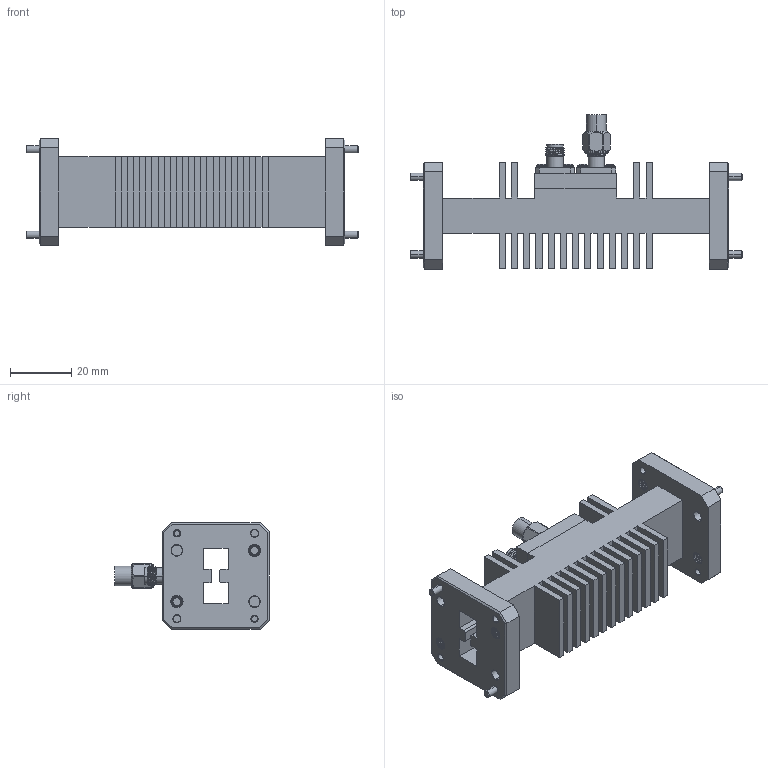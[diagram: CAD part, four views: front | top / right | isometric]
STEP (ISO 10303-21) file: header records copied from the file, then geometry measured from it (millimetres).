
FILE_DESCRIPTION (( 'STEP AP214' ), '1' );
FILE_NAME ('FMWRD650CP03-40_3D.step', '2023-05-23T23:46:16', ( '' ), ( '' ), 'SwSTEP 2.0', 'SolidWorks 2022', '' );
FILE_SCHEMA (( 'AUTOMOTIVE_DESIGN' ));
Length unit declared in the file: millimetre
Products named in the file (1): FMWRD650CP03-40_3D
Bounding box: 108.6 x 50.53 x 35 mm (x, y, z)
Volume: 41042.9 mm3; surface area: 30740.5 mm2
Topology: 1 solids, 11 shells, 961 faces, 2576 edges, 1679 vertices
Faces by surface type: cylinder 404, plane 338, cone 111, bspline 62, torus 38, sphere 8
Entity records: 53420 total; most frequent: CARTESIAN_POINT 31057, ORIENTED_EDGE 5136, DIRECTION 4230, EDGE_CURVE 2568, VERTEX_POINT 1679, AXIS2_PLACEMENT_3D 1571, VECTOR 1088, LINE 1088
